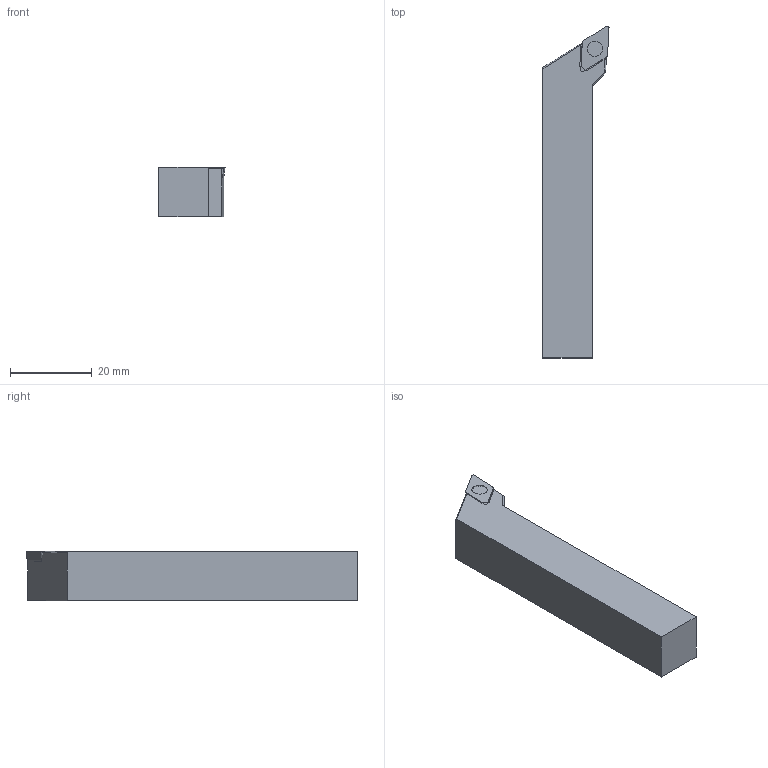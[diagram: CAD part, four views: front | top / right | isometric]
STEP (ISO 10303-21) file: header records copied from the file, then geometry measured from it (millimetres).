
FILE_DESCRIPTION(/* description */ (''),/* implementation_level */ '2;1');
FILE_NAME(/* name */ 'SDJCL1212F07_SIM.stp',/* time_stamp */ '2022-08-16T13:09:32+02:00',/* author */ (''),/* organization */ (''),/* preprocessor_version */ 'ST-DEVELOPER v16.7',/* originating_system */ 'SIEMENS PLM Software NX 12.0',/* authorisation */ '');
FILE_SCHEMA (('AUTOMOTIVE_DESIGN { 1 0 10303 214 3 1 1 1 }'));
Length unit declared in the file: millimetre
Products named in the file (1): krab7820431Apc4l
Bounding box: 16.15 x 81.16 x 12 mm (x, y, z)
Volume: 11341.8 mm3; surface area: 4243.2 mm2
Topology: 2 solids, 2 shells, 29 faces, 70 edges, 45 vertices
Faces by surface type: plane 20, cylinder 4, bspline 4, torus 1
Full cylindrical faces by diameter (mm): 2.8 x1, 3.75 x1
Entity records: 1111 total; most frequent: CARTESIAN_POINT 450, ORIENTED_EDGE 134, DIRECTION 111, EDGE_CURVE 67, VERTEX_POINT 45, LINE 43, VECTOR 43, EDGE_LOOP 34
